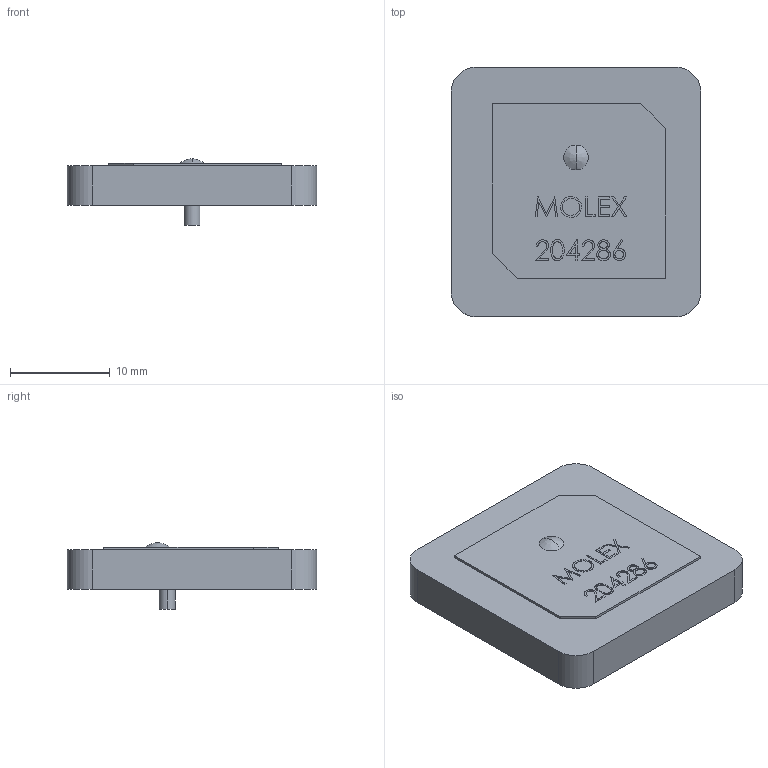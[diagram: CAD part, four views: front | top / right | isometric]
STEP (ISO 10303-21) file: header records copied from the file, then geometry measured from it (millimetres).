
FILE_DESCRIPTION (( 'STEP AP214' ), '1' );
FILE_NAME ('MOLEX 2042860001.STEP', '2022-01-12T00:09:11', ( '' ), ( '' ), 'SwSTEP 2.0', 'SolidWorks 2019', '' );
FILE_SCHEMA (( 'AUTOMOTIVE_DESIGN' ));
Length unit declared in the file: millimetre
Products named in the file (1): MOLEX 2042860001
Bounding box: 25 x 25 x 6.7 mm (x, y, z)
Volume: 2557.9 mm3; surface area: 1651 mm2
Topology: 1 solids, 1 shells, 165 faces, 432 edges, 287 vertices
Faces by surface type: plane 102, bspline 57, cylinder 6
Entity records: 10300 total; most frequent: CARTESIAN_POINT 4820, ORIENTED_EDGE 860, DIRECTION 550, EDGE_CURVE 430, LINE 304, VECTOR 304, VERTEX_POINT 287, EDGE_LOOP 185
